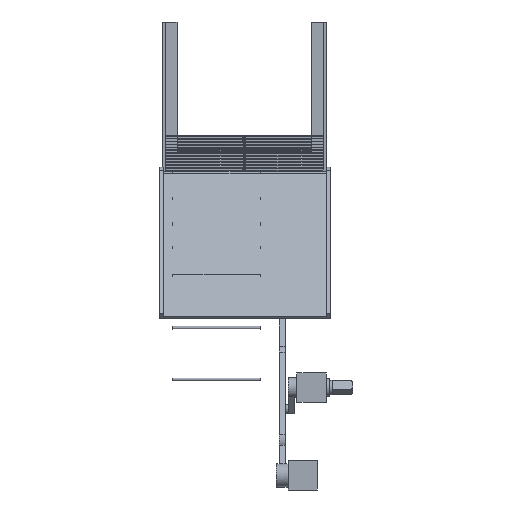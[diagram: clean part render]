
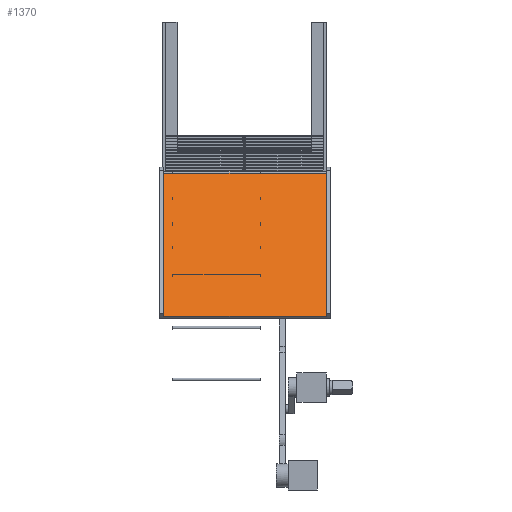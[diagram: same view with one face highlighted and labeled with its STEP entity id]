
A CAD part, front view. The second image highlights one B-rep face of the part: STEP entity #1370.
In plain terms, the highlighted face is planar.
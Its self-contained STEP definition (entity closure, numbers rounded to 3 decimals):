
#1331=CARTESIAN_POINT('',(0.0,-0.47,0.701));
#1332=DIRECTION('',(0.,0.707,0.707));
#1333=DIRECTION('',(1.0,0.0,0.0));
#1334=AXIS2_PLACEMENT_3D('',#1331,#1332,#1333);
#1335=PLANE('',#1334);
#1336=CARTESIAN_POINT('',(-27.75,-49.382,49.613));
#1337=VERTEX_POINT('',#1336);
#1338=CARTESIAN_POINT('',(27.75,-49.382,49.613));
#1339=VERTEX_POINT('',#1338);
#1340=CARTESIAN_POINT('',(-27.75,-49.382,49.613));
#1341=DIRECTION('',(1.0,0.0,0.0));
#1342=VECTOR('',#1341,55.5);
#1343=LINE('',#1340,#1342);
#1344=EDGE_CURVE('',#1337,#1339,#1343,.T.);
#1345=ORIENTED_EDGE('',*,*,#1344,.T.);
#1346=CARTESIAN_POINT('',(27.75,-0.47,0.701));
#1347=VERTEX_POINT('',#1346);
#1348=CARTESIAN_POINT('',(27.75,-0.47,0.701));
#1349=DIRECTION('',(0.0,-0.707,0.707));
#1350=VECTOR('',#1349,69.172);
#1351=LINE('',#1348,#1350);
#1352=EDGE_CURVE('',#1347,#1339,#1351,.T.);
#1353=ORIENTED_EDGE('',*,*,#1352,.F.);
#1354=CARTESIAN_POINT('',(-27.75,-0.47,0.701));
#1355=VERTEX_POINT('',#1354);
#1356=CARTESIAN_POINT('',(-27.75,-0.47,0.701));
#1357=DIRECTION('',(1.0,0.0,0.0));
#1358=VECTOR('',#1357,55.5);
#1359=LINE('',#1356,#1358);
#1360=EDGE_CURVE('',#1355,#1347,#1359,.T.);
#1361=ORIENTED_EDGE('',*,*,#1360,.F.);
#1362=CARTESIAN_POINT('',(-27.75,-0.47,0.701));
#1363=DIRECTION('',(0.0,-0.707,0.707));
#1364=VECTOR('',#1363,69.172);
#1365=LINE('',#1362,#1364);
#1366=EDGE_CURVE('',#1355,#1337,#1365,.T.);
#1367=ORIENTED_EDGE('',*,*,#1366,.T.);
#1368=EDGE_LOOP('',(#1345,#1353,#1361,#1367));
#1369=FACE_OUTER_BOUND('',#1368,.T.);
#1370=ADVANCED_FACE('',(#1369),#1335,.T.);
